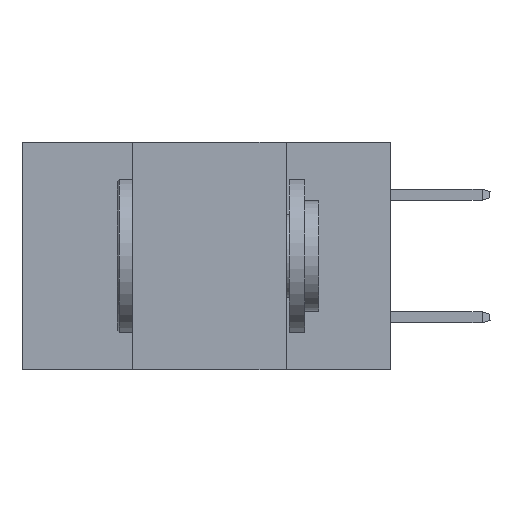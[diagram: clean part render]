
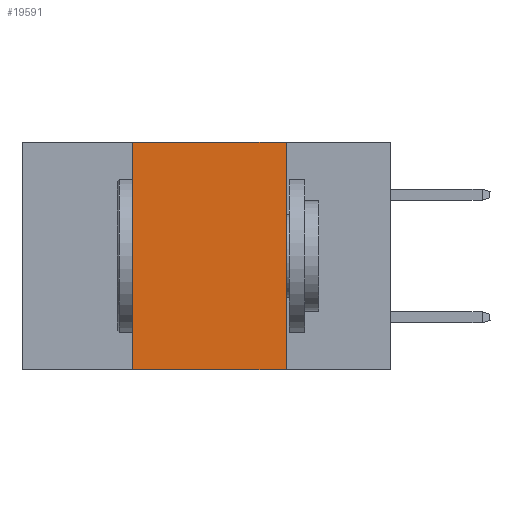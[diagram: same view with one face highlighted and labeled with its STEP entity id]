
A CAD part, left-side view. The second image highlights one B-rep face of the part: STEP entity #19591.
In plain terms, the highlighted planar face has unit normal (-1, 0, 0).
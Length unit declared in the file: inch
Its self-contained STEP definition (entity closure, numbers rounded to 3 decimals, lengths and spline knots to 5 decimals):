
#467 = LINE ( 'NONE', #21416, #11833 ) ;
#1923 = EDGE_LOOP ( 'NONE', ( #7910, #7882, #17741, #12824 ) ) ;
#1932 = DIRECTION ( 'NONE',  ( 0., -1., 0. ) ) ;
#2882 = DIRECTION ( 'NONE',  ( 0., -1., 0. ) ) ;
#3164 = VECTOR ( 'NONE', #24072, 39.37008 ) ;
#5544 = VERTEX_POINT ( 'NONE', #18207 ) ;
#5924 = EDGE_CURVE ( 'NONE', #21745, #5544, #12419, .T. ) ;
#7581 = CARTESIAN_POINT ( 'NONE',  ( 0., 0.6, 0. ) ) ;
#7882 = ORIENTED_EDGE ( 'NONE', *, *, #11986, .F. ) ;
#7910 = ORIENTED_EDGE ( 'NONE', *, *, #5924, .F. ) ;
#9536 = DIRECTION ( 'NONE',  ( 0., 0., -1. ) ) ;
#10013 = CARTESIAN_POINT ( 'NONE',  ( 0., 0.17, 0. ) ) ;
#10144 = FACE_OUTER_BOUND ( 'NONE', #1923, .T. ) ;
#11671 = EDGE_CURVE ( 'NONE', #15506, #5544, #467, .T. ) ;
#11833 = VECTOR ( 'NONE', #2882, 39.37008 ) ;
#11892 = DIRECTION ( 'NONE',  ( 0., 0., -1. ) ) ;
#11986 = EDGE_CURVE ( 'NONE', #21070, #21745, #21501, .T. ) ;
#12419 = LINE ( 'NONE', #10013, #20415 ) ;
#12824 = ORIENTED_EDGE ( 'NONE', *, *, #11671, .T. ) ;
#13262 = LINE ( 'NONE', #22326, #3164 ) ;
#13317 = CARTESIAN_POINT ( 'NONE',  ( 0., 0.6, 0. ) ) ;
#13840 = CARTESIAN_POINT ( 'NONE',  ( 0., 0.42, -0.37 ) ) ;
#15303 = EDGE_CURVE ( 'NONE', #15506, #21070, #13262, .T. ) ;
#15506 = VERTEX_POINT ( 'NONE', #13840 ) ;
#15573 = CARTESIAN_POINT ( 'NONE',  ( 0., 0.17, 0. ) ) ;
#16946 = PLANE ( 'NONE',  #20127 ) ;
#17313 = VECTOR ( 'NONE', #1932, 39.37008 ) ;
#17741 = ORIENTED_EDGE ( 'NONE', *, *, #15303, .F. ) ;
#18207 = CARTESIAN_POINT ( 'NONE',  ( 0., 0.17, -0.37 ) ) ;
#19591 = ADVANCED_FACE ( 'NONE', ( #10144 ), #16946, .F. ) ;
#20127 = AXIS2_PLACEMENT_3D ( 'NONE', #7581, #20551, #9536 ) ;
#20415 = VECTOR ( 'NONE', #11892, 39.37008 ) ;
#20551 = DIRECTION ( 'NONE',  ( 1., 0., 0. ) ) ;
#21070 = VERTEX_POINT ( 'NONE', #22421 ) ;
#21416 = CARTESIAN_POINT ( 'NONE',  ( 0., 0.6, -0.37 ) ) ;
#21501 = LINE ( 'NONE', #13317, #17313 ) ;
#21745 = VERTEX_POINT ( 'NONE', #15573 ) ;
#22326 = CARTESIAN_POINT ( 'NONE',  ( 0., 0.42, 0. ) ) ;
#22421 = CARTESIAN_POINT ( 'NONE',  ( 0., 0.42, 0. ) ) ;
#24072 = DIRECTION ( 'NONE',  ( 0., 0., 1. ) ) ;
